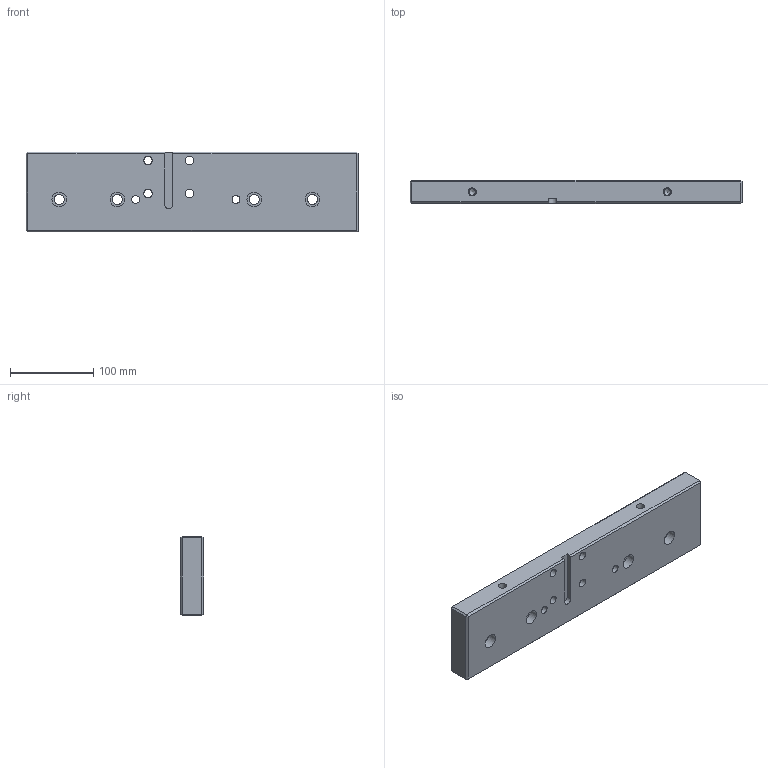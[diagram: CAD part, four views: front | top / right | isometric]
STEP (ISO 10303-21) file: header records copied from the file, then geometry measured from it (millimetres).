
FILE_DESCRIPTION (( 'STEP AP203' ), '1' );
FILE_NAME ('302B22S02-導軌.STEP', '2023-09-28T06:27:04', ( '' ), ( '' ), 'SwSTEP 2.0', 'SolidWorks 2018', '' );
FILE_SCHEMA (( 'CONFIG_CONTROL_DESIGN' ));
Length unit declared in the file: millimetre
Products named in the file (1): 302B22S02-導軌
Bounding box: 400 x 28 x 96 mm (x, y, z)
Volume: 1021301.4 mm3; surface area: 117724.7 mm2
Topology: 1 solids, 1 shells, 74 faces, 180 edges, 110 vertices
Faces by surface type: plane 33, cylinder 29, cone 12
Full cylindrical faces by diameter (mm): 7.9 x6, 8.4 x4, 8.5 x4, 9.6 x2, 10.2 x4, 12 x4, 17.5 x4
Entity records: 2521 total; most frequent: CARTESIAN_POINT 933, DIRECTION 314, ORIENTED_EDGE 236, EDGE_LOOP 148, AXIS2_PLACEMENT_3D 129, EDGE_CURVE 118, FACE_OUTER_BOUND 102, VERTEX_POINT 92
